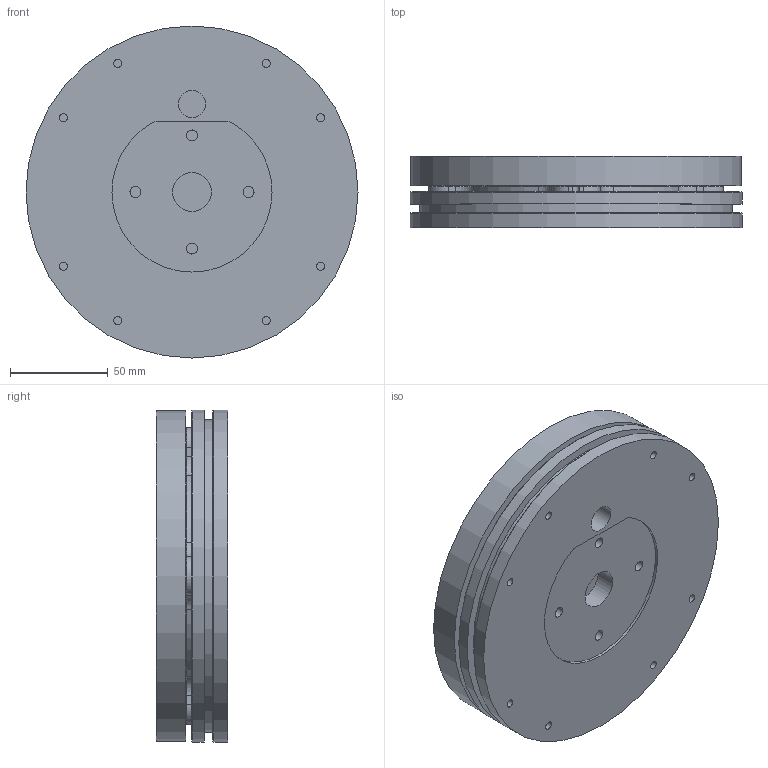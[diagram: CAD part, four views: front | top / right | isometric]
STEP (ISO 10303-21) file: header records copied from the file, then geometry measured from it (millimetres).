
FILE_DESCRIPTION(/* description */ (''),/* implementation_level */ '2;1');
FILE_NAME(/* name */ 'Built Platform (metal) + Clamp Ring.stp',/* time_stamp */ '2024-12-13T17:03:12-05:00',/* author */ ('mayhe'),/* organization */ (''),/* preprocessor_version */ 'ST-DEVELOPER v20',/* originating_system */ 'Autodesk Inventor 2025',/* authorisation */ '');
FILE_SCHEMA (('AUTOMOTIVE_DESIGN { 1 0 10303 214 3 1 1 }'));
Length unit declared in the file: millimetre
Products named in the file (4): Built Platform (metal) + Clamp Ring; Build Plateform one Indents; Clamp Ring; substrate plate
Assembly tree (3 placements, depth 2):
  Built Platform (metal) + Clamp Ring
    Build Plateform one Indents
    Clamp Ring
    substrate plate
Bounding box: 170 x 36.5 x 170 mm (x, y, z)
Volume: 756166.1 mm3; surface area: 142722.1 mm2
Topology: 3 solids, 3 shells, 209 faces, 515 edges, 321 vertices
Faces by surface type: cylinder 83, cone 64, plane 62
Full cylindrical faces by diameter (mm): 3.242 x2, 4.134 x8, 4.5 x2, 5.5 x12, 8 x2, 9 x4, 14 x1, 18.25 x1, 20 x1, 160 x1, 161 x1, 169.5 x1, 170 x2
Entity records: 6453 total; most frequent: DIRECTION 1174, CARTESIAN_POINT 1106, ORIENTED_EDGE 1026, EDGE_CURVE 513, AXIS2_PLACEMENT_3D 461, VERTEX_POINT 321, EDGE_LOOP 268, LINE 252
